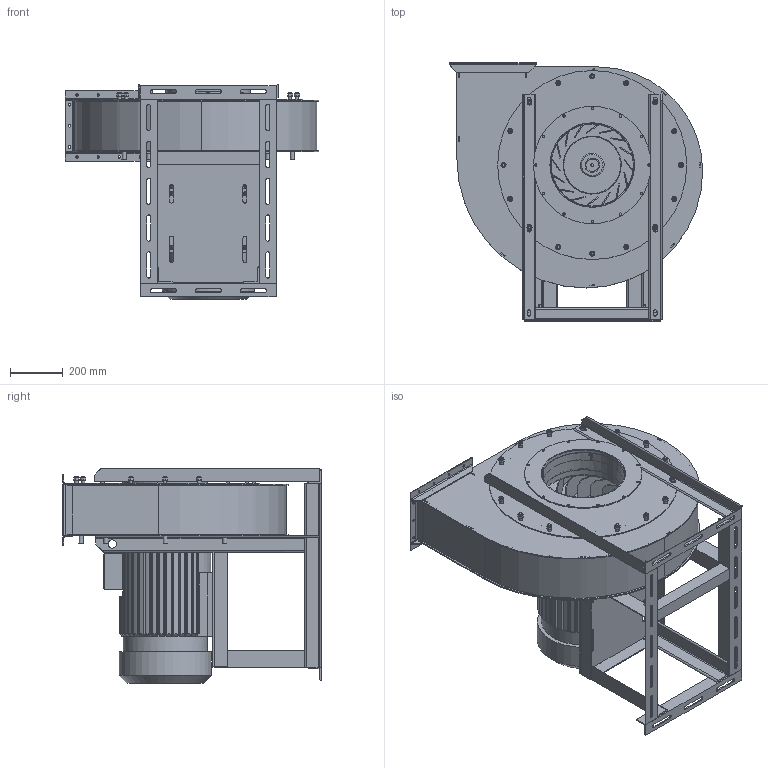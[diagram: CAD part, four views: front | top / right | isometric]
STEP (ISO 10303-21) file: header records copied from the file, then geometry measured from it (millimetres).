
FILE_DESCRIPTION(('STEP AP203'), '1');
FILE_NAME('ÂÐ 132-30-6.3', '', ('UNSPECIFIED'), ('UNSPECIFIED'), 'ASCON STEP Converter 1.3', 'ASCON Math Kernel', '');
FILE_SCHEMA(('CONFIG_CONTROL_DESIGN'));
Length unit declared in the file: millimetre
Bounding box: 962.47 x 980.33 x 816 mm (x, y, z)
Volume: 67459186.6 mm3; surface area: 9777557.7 mm2
Topology: 90 solids, 90 shells, 2660 faces, 6977 edges, 4539 vertices
Faces by surface type: plane 1783, cylinder 548, cone 175, bspline 130, torus 24
Full cylindrical faces by diameter (mm): 9 x26, 10.106 x16, 10.5 x1, 11.088 x4, 12 x16, 15 x4, 15.12 x16, 15.75 x16, 16 x16, 32 x2, 38 x1, 50 x1, 55 x1, 60 x1, 70 x1, 80 x2, 85 x2, 90 x1, 95 x1, 220 x2, 315 x1, 320 x1, 321 x2, 326.34 x1, 350 x1, 446.04 x1, 634.284 x1, 636.3 x1, 642.6 x1, 718.2 x1
Entity records: 134724 total; most frequent: CARTESIAN_POINT 49329, ORIENTED_EDGE 13392, DIRECTION 11601, EDGE_CURVE 6696, VERTEX_POINT 4539, LINE 4443, VECTOR 4443, AXIS2_PLACEMENT_3D 3579
